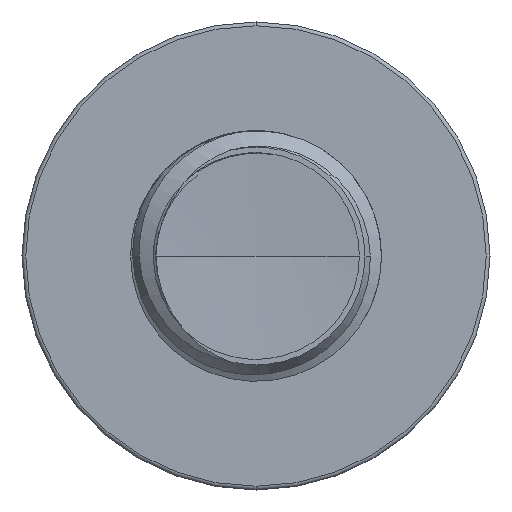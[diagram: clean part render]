
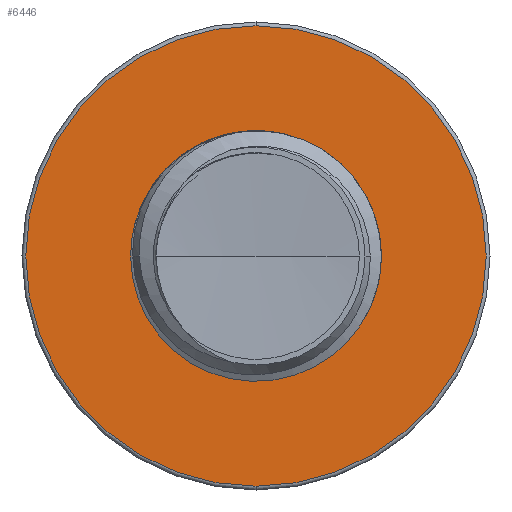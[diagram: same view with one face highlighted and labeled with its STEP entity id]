
A CAD part, front view. The second image highlights one B-rep face of the part: STEP entity #6446.
In plain terms, the highlighted planar face has unit normal (0, -1, 0).
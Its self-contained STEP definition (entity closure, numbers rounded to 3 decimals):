
#3761 = ORIENTED_EDGE ( 'NONE', *, *, #25798, .F. ) ;
#4908 = DIRECTION ( 'NONE',  ( 0., -1., 0. ) ) ;
#5598 = CARTESIAN_POINT ( 'NONE',  ( 0., 8., 0. ) ) ;
#6290 = AXIS2_PLACEMENT_3D ( 'NONE', #5598, #21742, #8057 ) ;
#6446 = ADVANCED_FACE ( 'NONE', ( #13545, #24637 ), #8843, .T. ) ;
#6903 = AXIS2_PLACEMENT_3D ( 'NONE', #16595, #16587, #16564 ) ;
#8057 = DIRECTION ( 'NONE',  ( 0., 0., -1. ) ) ;
#8173 = CIRCLE ( 'NONE', #10507, 2.755 ) ;
#8808 = DIRECTION ( 'NONE',  ( 0., 0., -1. ) ) ;
#8843 = PLANE ( 'NONE',  #20087 ) ;
#8901 = CARTESIAN_POINT ( 'NONE',  ( 0., 8., 1.436 ) ) ;
#9114 = DIRECTION ( 'NONE',  ( 0., -1., 0. ) ) ;
#9379 = EDGE_CURVE ( 'NONE', #24718, #14040, #12776, .T. ) ;
#9393 = ORIENTED_EDGE ( 'NONE', *, *, #21737, .T. ) ;
#9702 = CARTESIAN_POINT ( 'NONE',  ( 0., 8., 0. ) ) ;
#10507 = AXIS2_PLACEMENT_3D ( 'NONE', #18995, #4908, #21174 ) ;
#12097 = DIRECTION ( 'NONE',  ( 0., 0., -1. ) ) ;
#12776 = CIRCLE ( 'NONE', #6903, 1.436 ) ;
#13545 = FACE_OUTER_BOUND ( 'NONE', #20284, .T. ) ;
#14040 = VERTEX_POINT ( 'NONE', #18497 ) ;
#15100 = VERTEX_POINT ( 'NONE', #22711 ) ;
#15675 = ORIENTED_EDGE ( 'NONE', *, *, #22426, .T. ) ;
#16389 = ORIENTED_EDGE ( 'NONE', *, *, #9379, .F. ) ;
#16564 = DIRECTION ( 'NONE',  ( 0., 0., -1. ) ) ;
#16587 = DIRECTION ( 'NONE',  ( 0., -1., 0. ) ) ;
#16595 = CARTESIAN_POINT ( 'NONE',  ( 0., 8., 0. ) ) ;
#18497 = CARTESIAN_POINT ( 'NONE',  ( 0., 8., -1.436 ) ) ;
#18905 = EDGE_LOOP ( 'NONE', ( #3761, #16389 ) ) ;
#18995 = CARTESIAN_POINT ( 'NONE',  ( 0., 8., 0. ) ) ;
#19035 = AXIS2_PLACEMENT_3D ( 'NONE', #9702, #25502, #12097 ) ;
#19524 = VERTEX_POINT ( 'NONE', #26660 ) ;
#20043 = CIRCLE ( 'NONE', #19035, 1.436 ) ;
#20087 = AXIS2_PLACEMENT_3D ( 'NONE', #8901, #9114, #8808 ) ;
#20284 = EDGE_LOOP ( 'NONE', ( #9393, #15675 ) ) ;
#21174 = DIRECTION ( 'NONE',  ( 0., 0., -1. ) ) ;
#21737 = EDGE_CURVE ( 'NONE', #15100, #19524, #23115, .T. ) ;
#21742 = DIRECTION ( 'NONE',  ( 0., -1., 0. ) ) ;
#22426 = EDGE_CURVE ( 'NONE', #19524, #15100, #8173, .T. ) ;
#22711 = CARTESIAN_POINT ( 'NONE',  ( 0., 8., -2.755 ) ) ;
#23115 = CIRCLE ( 'NONE', #6290, 2.755 ) ;
#24637 = FACE_BOUND ( 'NONE', #18905, .T. ) ;
#24718 = VERTEX_POINT ( 'NONE', #26035 ) ;
#25502 = DIRECTION ( 'NONE',  ( 0., -1., 0. ) ) ;
#25798 = EDGE_CURVE ( 'NONE', #14040, #24718, #20043, .T. ) ;
#26035 = CARTESIAN_POINT ( 'NONE',  ( 0., 8., 1.436 ) ) ;
#26660 = CARTESIAN_POINT ( 'NONE',  ( 0., 8., 2.755 ) ) ;
